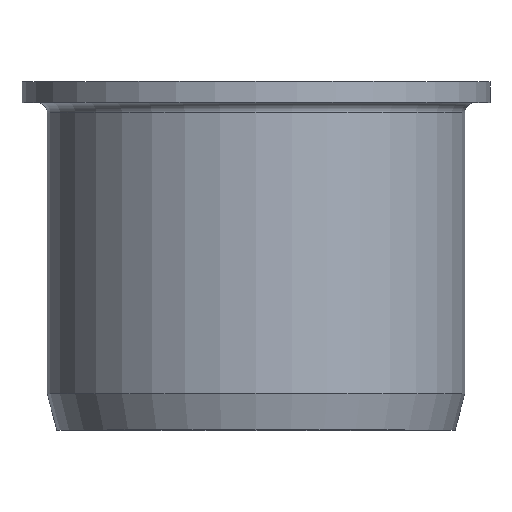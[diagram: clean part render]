
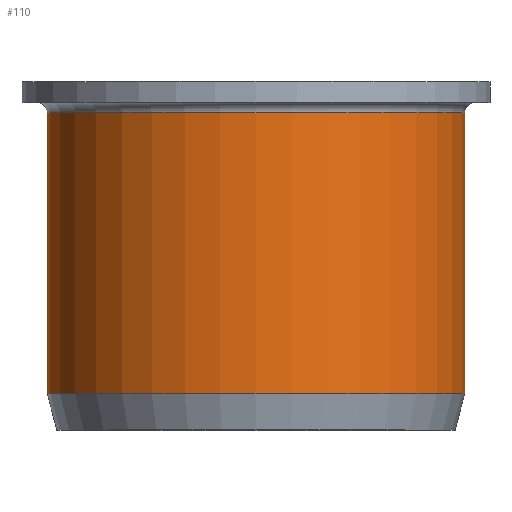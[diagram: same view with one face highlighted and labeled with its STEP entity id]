
A CAD part, top view. The second image highlights one B-rep face of the part: STEP entity #110.
In plain terms, the highlighted cylindrical face has radius 20.075 mm (diameter 40.15 mm), a full revolution.
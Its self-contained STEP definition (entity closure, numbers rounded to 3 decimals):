
#21=FACE_BOUND('',#47,.T.);
#27=CYLINDRICAL_SURFACE('',#126,20.075);
#33=FACE_OUTER_BOUND('',#46,.T.);
#46=EDGE_LOOP('',(#91));
#47=EDGE_LOOP('',(#92));
#60=CIRCLE('',#125,20.075);
#61=CIRCLE('',#127,20.075);
#69=VERTEX_POINT('',#188);
#70=VERTEX_POINT('',#191);
#78=EDGE_CURVE('',#69,#69,#60,.T.);
#79=EDGE_CURVE('',#70,#70,#61,.T.);
#91=ORIENTED_EDGE('',*,*,#78,.T.);
#92=ORIENTED_EDGE('',*,*,#79,.F.);
#110=ADVANCED_FACE('',(#33,#21),#27,.T.);
#125=AXIS2_PLACEMENT_3D('',#189,#153,#154);
#126=AXIS2_PLACEMENT_3D('',#190,#155,#156);
#127=AXIS2_PLACEMENT_3D('',#192,#157,#158);
#153=DIRECTION('center_axis',(0.,-1.,0.));
#154=DIRECTION('ref_axis',(1.,0.,0.));
#155=DIRECTION('center_axis',(0.,-1.,0.));
#156=DIRECTION('ref_axis',(1.,0.,0.));
#157=DIRECTION('center_axis',(0.,-1.,0.));
#158=DIRECTION('ref_axis',(1.,0.,0.));
#188=CARTESIAN_POINT('',(20.075,30.5,0.));
#189=CARTESIAN_POINT('Origin',(0.,30.5,0.));
#190=CARTESIAN_POINT('Origin',(0.,17.,0.));
#191=CARTESIAN_POINT('',(20.075,3.5,0.));
#192=CARTESIAN_POINT('Origin',(0.,3.5,0.));
